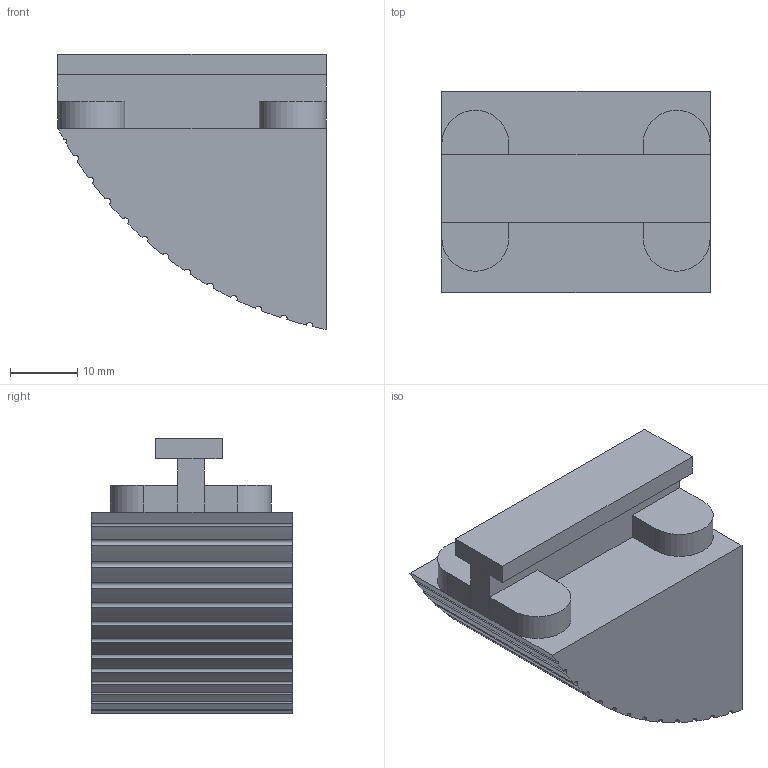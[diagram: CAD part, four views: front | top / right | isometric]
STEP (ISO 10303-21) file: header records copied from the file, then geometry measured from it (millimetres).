
FILE_DESCRIPTION(('FreeCAD Model'),'2;1');
FILE_NAME('piece STP.step', '2020-09-24T09:16:36',('Author'),(''), 'Open CASCADE STEP processor 7.3','FreeCAD','Unknown');
FILE_SCHEMA(('AUTOMOTIVE_DESIGN { 1 0 10303 214 1 1 1 1 }'));
Length unit declared in the file: millimetre
Products named in the file (1): Pocket001
Bounding box: 40 x 30 x 41 mm (x, y, z)
Volume: 27535.1 mm3; surface area: 7176.2 mm2
Topology: 1 solids, 1 shells, 59 faces, 159 edges, 102 vertices
Faces by surface type: cylinder 31, plane 28
Entity records: 3994 total; most frequent: CARTESIAN_POINT 889, DIRECTION 574, ORIENTED_EDGE 318, PCURVE 318, DEFINITIONAL_REPRESENTATION 318, LINE 301, VECTOR 301, EDGE_CURVE 159
